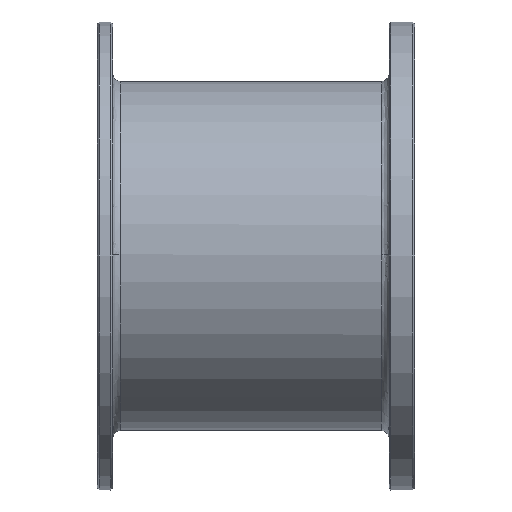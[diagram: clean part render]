
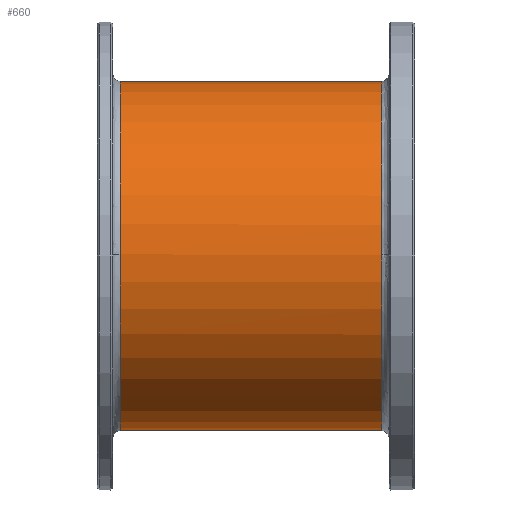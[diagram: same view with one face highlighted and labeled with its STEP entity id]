
A CAD part, left-side view. The second image highlights one B-rep face of the part: STEP entity #660.
In plain terms, the highlighted cylindrical face has radius 44.125 mm (diameter 88.25 mm), a partial arc.
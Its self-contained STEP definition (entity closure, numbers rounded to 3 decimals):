
#19 = CARTESIAN_POINT ( 'NONE',  ( 0., 34.315, 44.125 ) ) ;
#24 = DIRECTION ( 'NONE',  ( 0., 1., 0. ) ) ;
#61 = FACE_OUTER_BOUND ( 'NONE', #121, .T. ) ;
#109 = ORIENTED_EDGE ( 'NONE', *, *, #1867, .F. ) ;
#121 = EDGE_LOOP ( 'NONE', ( #109, #435, #541, #1128, #481, #1815 ) ) ;
#123 = DIRECTION ( 'NONE',  ( 0., -1., 0. ) ) ;
#140 = DIRECTION ( 'NONE',  ( 0., 1., 0. ) ) ;
#160 = DIRECTION ( 'NONE',  ( 1., 0., -0.006 ) ) ;
#166 = AXIS2_PLACEMENT_3D ( 'NONE', #1377, #1548, #2220 ) ;
#180 = CARTESIAN_POINT ( 'NONE',  ( 0., -31.776, 44.125 ) ) ;
#230 = EDGE_CURVE ( 'NONE', #2215, #1239, #546, .T. ) ;
#235 = VECTOR ( 'NONE', #487, 1000. ) ;
#304 = CARTESIAN_POINT ( 'NONE',  ( -44.124, -31.776, 0.274 ) ) ;
#333 = DIRECTION ( 'NONE',  ( 0., 1., 0. ) ) ;
#371 = CARTESIAN_POINT ( 'NONE',  ( 0., -31.776, 44.125 ) ) ;
#392 = VERTEX_POINT ( 'NONE', #933 ) ;
#397 = DIRECTION ( 'NONE',  ( 0., 1., 0. ) ) ;
#403 = AXIS2_PLACEMENT_3D ( 'NONE', #844, #140, #1684 ) ;
#435 = ORIENTED_EDGE ( 'NONE', *, *, #1142, .F. ) ;
#481 = ORIENTED_EDGE ( 'NONE', *, *, #1135, .F. ) ;
#484 = VECTOR ( 'NONE', #397, 1000. ) ;
#487 = DIRECTION ( 'NONE',  ( 0., 1., 0. ) ) ;
#488 = VERTEX_POINT ( 'NONE', #1137 ) ;
#541 = ORIENTED_EDGE ( 'NONE', *, *, #802, .F. ) ;
#546 = LINE ( 'NONE', #371, #484 ) ;
#586 = VERTEX_POINT ( 'NONE', #1828 ) ;
#660 = ADVANCED_FACE ( 'NONE', ( #61 ), #742, .T. ) ;
#711 = AXIS2_PLACEMENT_3D ( 'NONE', #1573, #24, #1037 ) ;
#742 = CYLINDRICAL_SURFACE ( 'NONE', #1517, 44.125 ) ;
#802 = EDGE_CURVE ( 'NONE', #2215, #1125, #2050, .T. ) ;
#829 = CARTESIAN_POINT ( 'NONE',  ( 0., -31.776, -44.125 ) ) ;
#844 = CARTESIAN_POINT ( 'NONE',  ( 0., 34.315, 0. ) ) ;
#933 = CARTESIAN_POINT ( 'NONE',  ( -44.123, 34.315, 0.406 ) ) ;
#1014 = DIRECTION ( 'NONE',  ( 0., 0., 1. ) ) ;
#1037 = DIRECTION ( 'NONE',  ( -1., 0., 0.009 ) ) ;
#1125 = VERTEX_POINT ( 'NONE', #304 ) ;
#1128 = ORIENTED_EDGE ( 'NONE', *, *, #230, .T. ) ;
#1135 = EDGE_CURVE ( 'NONE', #392, #1239, #1810, .T. ) ;
#1137 = CARTESIAN_POINT ( 'NONE',  ( 0., 34.315, -44.125 ) ) ;
#1142 = EDGE_CURVE ( 'NONE', #1125, #586, #1371, .T. ) ;
#1153 = CARTESIAN_POINT ( 'NONE',  ( 0., -31.776, 0. ) ) ;
#1239 = VERTEX_POINT ( 'NONE', #19 ) ;
#1351 = EDGE_CURVE ( 'NONE', #488, #392, #1397, .T. ) ;
#1371 = CIRCLE ( 'NONE', #1781, 44.125 ) ;
#1377 = CARTESIAN_POINT ( 'NONE',  ( 0., -31.776, 0. ) ) ;
#1397 = CIRCLE ( 'NONE', #711, 44.125 ) ;
#1517 = AXIS2_PLACEMENT_3D ( 'NONE', #2061, #333, #1014 ) ;
#1548 = DIRECTION ( 'NONE',  ( 0., -1., 0. ) ) ;
#1573 = CARTESIAN_POINT ( 'NONE',  ( 0., 34.315, 0. ) ) ;
#1684 = DIRECTION ( 'NONE',  ( -1., 0., 0.009 ) ) ;
#1781 = AXIS2_PLACEMENT_3D ( 'NONE', #1153, #123, #160 ) ;
#1810 = CIRCLE ( 'NONE', #403, 44.125 ) ;
#1815 = ORIENTED_EDGE ( 'NONE', *, *, #1351, .F. ) ;
#1828 = CARTESIAN_POINT ( 'NONE',  ( 0., -31.776, -44.125 ) ) ;
#1867 = EDGE_CURVE ( 'NONE', #586, #488, #1956, .T. ) ;
#1956 = LINE ( 'NONE', #829, #235 ) ;
#2050 = CIRCLE ( 'NONE', #166, 44.125 ) ;
#2061 = CARTESIAN_POINT ( 'NONE',  ( 0., -31.776, 0. ) ) ;
#2215 = VERTEX_POINT ( 'NONE', #180 ) ;
#2220 = DIRECTION ( 'NONE',  ( 1., 0., -0.006 ) ) ;
